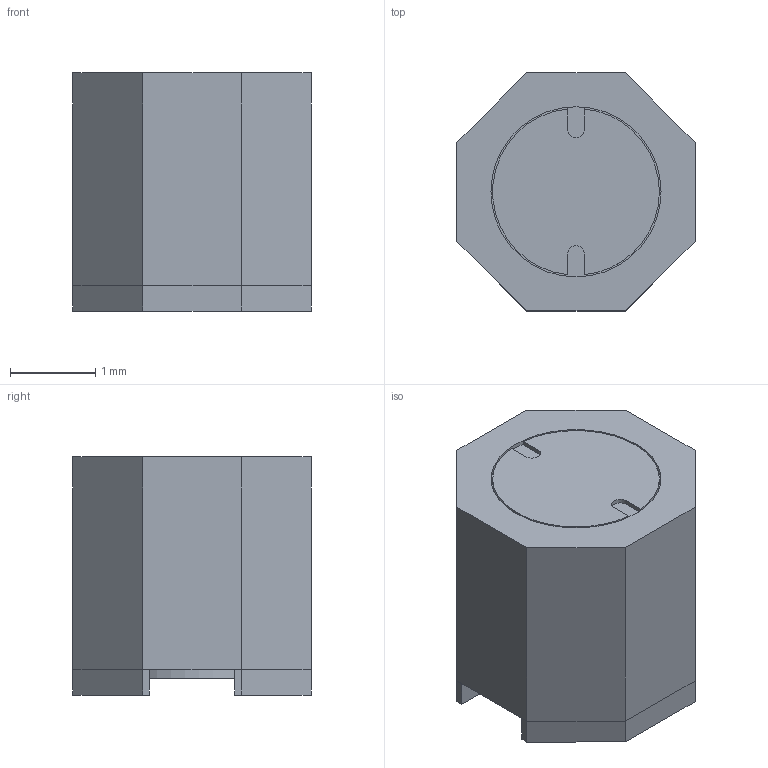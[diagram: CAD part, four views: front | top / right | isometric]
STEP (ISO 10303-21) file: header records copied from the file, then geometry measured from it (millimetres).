
FILE_DESCRIPTION (( 'STEP AP214' ), '1' );
FILE_NAME ('744025002.STEP', '2022-08-04T07:33:41', ( '' ), ( '' ), 'SwSTEP 2.0', 'SolidWorks 2018', '' );
FILE_SCHEMA (( 'AUTOMOTIVE_DESIGN' ));
Length unit declared in the file: millimetre
Products named in the file (1): 744025002
Bounding box: 2.8 x 2.8 x 2.8 mm (x, y, z)
Volume: 17.3 mm3; surface area: 46.6 mm2
Topology: 3 solids, 3 shells, 53 faces, 132 edges, 88 vertices
Faces by surface type: plane 39, cylinder 14
Entity records: 2209 total; most frequent: CARTESIAN_POINT 274, DIRECTION 268, ORIENTED_EDGE 264, EDGE_CURVE 132, VECTOR 104, LINE 104, VERTEX_POINT 88, AXIS2_PLACEMENT_3D 82
